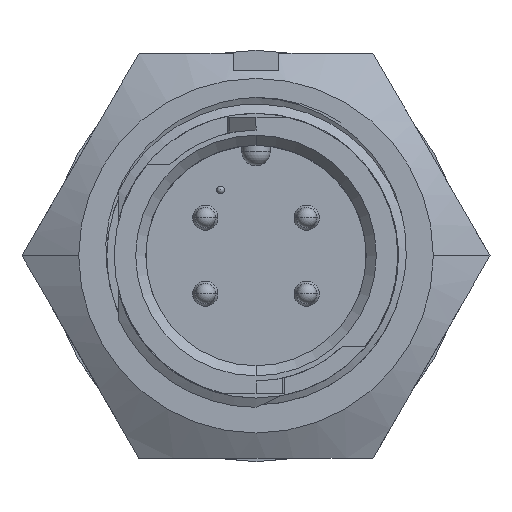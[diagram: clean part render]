
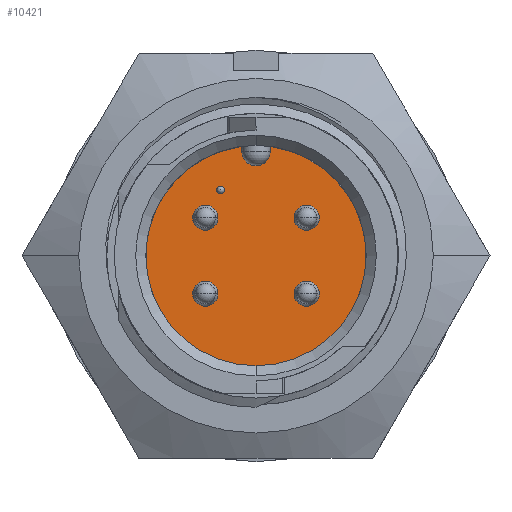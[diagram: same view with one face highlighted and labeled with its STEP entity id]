
A CAD part, top view. The second image highlights one B-rep face of the part: STEP entity #10421.
In plain terms, the highlighted planar face has unit normal (0, 0, 1).
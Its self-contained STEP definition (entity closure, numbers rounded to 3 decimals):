
#75 = EDGE_CURVE ( 'NONE', #1515, #3735, #12771, .T. ) ;
#107 = CARTESIAN_POINT ( 'NONE',  ( -0.711, 5.479, -8.382 ) ) ;
#180 = AXIS2_PLACEMENT_3D ( 'NONE', #7683, #13358, #8591 ) ;
#242 = AXIS2_PLACEMENT_3D ( 'NONE', #11425, #2102, #12488 ) ;
#243 = EDGE_LOOP ( 'NONE', ( #3281, #4268 ) ) ;
#554 = VERTEX_POINT ( 'NONE', #3311 ) ;
#729 = CARTESIAN_POINT ( 'NONE',  ( -1.778, 3.111, -8.382 ) ) ;
#788 = DIRECTION ( 'NONE',  ( 1., 0., 0. ) ) ;
#882 = DIRECTION ( 'NONE',  ( 0., 0., 1. ) ) ;
#1012 = EDGE_LOOP ( 'NONE', ( #8662, #5233, #7870, #14523, #10617 ) ) ;
#1095 = CARTESIAN_POINT ( 'NONE',  ( 1.908, -1.905, -8.382 ) ) ;
#1325 = EDGE_CURVE ( 'NONE', #7566, #554, #5835, .T. ) ;
#1436 = ORIENTED_EDGE ( 'NONE', *, *, #13969, .F. ) ;
#1512 = EDGE_CURVE ( 'NONE', #8399, #4443, #11308, .T. ) ;
#1515 = VERTEX_POINT ( 'NONE', #2347 ) ;
#1740 = DIRECTION ( 'NONE',  ( 0., -1., 0. ) ) ;
#1763 = FACE_BOUND ( 'NONE', #8789, .T. ) ;
#1923 = EDGE_LOOP ( 'NONE', ( #1436, #14819 ) ) ;
#2102 = DIRECTION ( 'NONE',  ( 0., 0., 1. ) ) ;
#2308 = EDGE_CURVE ( 'NONE', #11161, #5566, #3873, .T. ) ;
#2309 = VERTEX_POINT ( 'NONE', #5694 ) ;
#2319 = CARTESIAN_POINT ( 'NONE',  ( -3.172, 1.905, -8.382 ) ) ;
#2347 = CARTESIAN_POINT ( 'NONE',  ( -1.908, 1.905, -8.382 ) ) ;
#2415 = CARTESIAN_POINT ( 'NONE',  ( 0.711, 5.479, -8.382 ) ) ;
#2417 = CARTESIAN_POINT ( 'NONE',  ( 3.172, -1.905, -8.382 ) ) ;
#2586 = DIRECTION ( 'NONE',  ( 0., 0., 1. ) ) ;
#2631 = CIRCLE ( 'NONE', #11031, 0.632 ) ;
#2672 = FACE_BOUND ( 'NONE', #243, .T. ) ;
#2833 = AXIS2_PLACEMENT_3D ( 'NONE', #13643, #6611, #11142 ) ;
#3078 = EDGE_CURVE ( 'NONE', #9955, #11540, #13006, .T. ) ;
#3281 = ORIENTED_EDGE ( 'NONE', *, *, #1512, .F. ) ;
#3311 = CARTESIAN_POINT ( 'NONE',  ( -0.711, 5.22, -8.382 ) ) ;
#3549 = CIRCLE ( 'NONE', #11231, 0.632 ) ;
#3557 = DIRECTION ( 'NONE',  ( 1., 0., 0. ) ) ;
#3735 = VERTEX_POINT ( 'NONE', #2319 ) ;
#3873 = CIRCLE ( 'NONE', #242, 0.191 ) ;
#3875 = FACE_BOUND ( 'NONE', #1923, .T. ) ;
#3950 = PLANE ( 'NONE',  #9358 ) ;
#4035 = CARTESIAN_POINT ( 'NONE',  ( 0.711, 5.22, -8.382 ) ) ;
#4158 = DIRECTION ( 'NONE',  ( 0., 0., 1. ) ) ;
#4268 = ORIENTED_EDGE ( 'NONE', *, *, #7763, .F. ) ;
#4443 = VERTEX_POINT ( 'NONE', #1095 ) ;
#4515 = CIRCLE ( 'NONE', #180, 5.524 ) ;
#4526 = CARTESIAN_POINT ( 'NONE',  ( 2.54, 1.905, -8.382 ) ) ;
#4624 = DIRECTION ( 'NONE',  ( 0., 0., 1. ) ) ;
#4630 = EDGE_CURVE ( 'NONE', #12691, #4679, #5009, .T. ) ;
#4679 = VERTEX_POINT ( 'NONE', #2415 ) ;
#4724 = DIRECTION ( 'NONE',  ( 0., -1., 0. ) ) ;
#4747 = ORIENTED_EDGE ( 'NONE', *, *, #8356, .F. ) ;
#4928 = DIRECTION ( 'NONE',  ( 1., 0., 0. ) ) ;
#5003 = DIRECTION ( 'NONE',  ( 0., 1., 0. ) ) ;
#5009 = CIRCLE ( 'NONE', #11737, 5.524 ) ;
#5229 = EDGE_CURVE ( 'NONE', #7566, #12691, #4515, .T. ) ;
#5233 = ORIENTED_EDGE ( 'NONE', *, *, #5229, .T. ) ;
#5546 = EDGE_CURVE ( 'NONE', #554, #10992, #12959, .T. ) ;
#5566 = VERTEX_POINT ( 'NONE', #729 ) ;
#5694 = CARTESIAN_POINT ( 'NONE',  ( 3.172, 1.905, -8.382 ) ) ;
#5768 = DIRECTION ( 'NONE',  ( 1., 0., 0. ) ) ;
#5835 = LINE ( 'NONE', #107, #13986 ) ;
#6026 = EDGE_CURVE ( 'NONE', #14372, #2309, #2631, .T. ) ;
#6294 = CIRCLE ( 'NONE', #14737, 0.191 ) ;
#6401 = CARTESIAN_POINT ( 'NONE',  ( 0., -5.524, -8.382 ) ) ;
#6441 = AXIS2_PLACEMENT_3D ( 'NONE', #7802, #6657, #11119 ) ;
#6456 = CARTESIAN_POINT ( 'NONE',  ( -0.711, 5.479, -8.382 ) ) ;
#6506 = CARTESIAN_POINT ( 'NONE',  ( -2.54, 1.905, -8.382 ) ) ;
#6611 = DIRECTION ( 'NONE',  ( 0., 0., 1. ) ) ;
#6657 = DIRECTION ( 'NONE',  ( 0., 0., 1. ) ) ;
#7250 = CARTESIAN_POINT ( 'NONE',  ( 0., 0., -8.382 ) ) ;
#7323 = DIRECTION ( 'NONE',  ( 0., 1., 0. ) ) ;
#7452 = AXIS2_PLACEMENT_3D ( 'NONE', #11423, #882, #5768 ) ;
#7532 = CARTESIAN_POINT ( 'NONE',  ( 0., 0., -8.382 ) ) ;
#7566 = VERTEX_POINT ( 'NONE', #6456 ) ;
#7683 = CARTESIAN_POINT ( 'NONE',  ( 0., 0., -8.382 ) ) ;
#7763 = EDGE_CURVE ( 'NONE', #4443, #8399, #13176, .T. ) ;
#7802 = CARTESIAN_POINT ( 'NONE',  ( 0., 5.22, -8.382 ) ) ;
#7866 = EDGE_CURVE ( 'NONE', #10992, #4679, #10878, .T. ) ;
#7870 = ORIENTED_EDGE ( 'NONE', *, *, #4630, .T. ) ;
#7915 = DIRECTION ( 'NONE',  ( 0., 0., 1. ) ) ;
#7989 = CARTESIAN_POINT ( 'NONE',  ( -1.778, 3.302, -8.382 ) ) ;
#8157 = ORIENTED_EDGE ( 'NONE', *, *, #12768, .F. ) ;
#8251 = EDGE_LOOP ( 'NONE', ( #12532, #4747 ) ) ;
#8356 = EDGE_CURVE ( 'NONE', #5566, #11161, #6294, .T. ) ;
#8399 = VERTEX_POINT ( 'NONE', #2417 ) ;
#8452 = AXIS2_PLACEMENT_3D ( 'NONE', #11684, #2586, #3557 ) ;
#8467 = CARTESIAN_POINT ( 'NONE',  ( -1.778, 3.492, -8.382 ) ) ;
#8591 = DIRECTION ( 'NONE',  ( 0., -1., 0. ) ) ;
#8646 = DIRECTION ( 'NONE',  ( 0., 0., 1. ) ) ;
#8662 = ORIENTED_EDGE ( 'NONE', *, *, #1325, .F. ) ;
#8789 = EDGE_LOOP ( 'NONE', ( #9660, #12546 ) ) ;
#9231 = EDGE_CURVE ( 'NONE', #3735, #1515, #13742, .T. ) ;
#9358 = AXIS2_PLACEMENT_3D ( 'NONE', #7250, #13072, #7323 ) ;
#9429 = FACE_BOUND ( 'NONE', #9598, .T. ) ;
#9598 = EDGE_LOOP ( 'NONE', ( #8157, #12689 ) ) ;
#9660 = ORIENTED_EDGE ( 'NONE', *, *, #75, .F. ) ;
#9709 = CARTESIAN_POINT ( 'NONE',  ( -1.908, -1.905, -8.382 ) ) ;
#9955 = VERTEX_POINT ( 'NONE', #10342 ) ;
#10232 = DIRECTION ( 'NONE',  ( 0., 0., 1. ) ) ;
#10342 = CARTESIAN_POINT ( 'NONE',  ( -3.172, -1.905, -8.382 ) ) ;
#10396 = DIRECTION ( 'NONE',  ( 1., 0., 0. ) ) ;
#10421 = ADVANCED_FACE ( 'NONE', ( #14131, #12083, #1763, #3875, #2672, #9429 ), #3950, .F. ) ;
#10589 = AXIS2_PLACEMENT_3D ( 'NONE', #13265, #8646, #12265 ) ;
#10617 = ORIENTED_EDGE ( 'NONE', *, *, #5546, .F. ) ;
#10878 = LINE ( 'NONE', #4035, #12924 ) ;
#10992 = VERTEX_POINT ( 'NONE', #12762 ) ;
#11031 = AXIS2_PLACEMENT_3D ( 'NONE', #4526, #7915, #10396 ) ;
#11109 = DIRECTION ( 'NONE',  ( 0., 0., 1. ) ) ;
#11119 = DIRECTION ( 'NONE',  ( 1., 0., 0. ) ) ;
#11142 = DIRECTION ( 'NONE',  ( 1., 0., 0. ) ) ;
#11161 = VERTEX_POINT ( 'NONE', #8467 ) ;
#11231 = AXIS2_PLACEMENT_3D ( 'NONE', #13752, #4624, #13535 ) ;
#11308 = CIRCLE ( 'NONE', #8452, 0.632 ) ;
#11423 = CARTESIAN_POINT ( 'NONE',  ( -2.54, -1.905, -8.382 ) ) ;
#11425 = CARTESIAN_POINT ( 'NONE',  ( -1.778, 3.302, -8.382 ) ) ;
#11540 = VERTEX_POINT ( 'NONE', #9709 ) ;
#11684 = CARTESIAN_POINT ( 'NONE',  ( 2.54, -1.905, -8.382 ) ) ;
#11700 = CARTESIAN_POINT ( 'NONE',  ( 2.54, -1.905, -8.382 ) ) ;
#11703 = AXIS2_PLACEMENT_3D ( 'NONE', #11700, #13830, #4928 ) ;
#11737 = AXIS2_PLACEMENT_3D ( 'NONE', #7532, #4158, #1740 ) ;
#11993 = CIRCLE ( 'NONE', #2833, 0.632 ) ;
#12083 = FACE_BOUND ( 'NONE', #8251, .T. ) ;
#12265 = DIRECTION ( 'NONE',  ( 1., 0., 0. ) ) ;
#12488 = DIRECTION ( 'NONE',  ( 0., 1., 0. ) ) ;
#12532 = ORIENTED_EDGE ( 'NONE', *, *, #2308, .F. ) ;
#12546 = ORIENTED_EDGE ( 'NONE', *, *, #9231, .F. ) ;
#12590 = DIRECTION ( 'NONE',  ( 0., 1., 0. ) ) ;
#12689 = ORIENTED_EDGE ( 'NONE', *, *, #6026, .F. ) ;
#12691 = VERTEX_POINT ( 'NONE', #6401 ) ;
#12762 = CARTESIAN_POINT ( 'NONE',  ( 0.711, 5.22, -8.382 ) ) ;
#12768 = EDGE_CURVE ( 'NONE', #2309, #14372, #11993, .T. ) ;
#12771 = CIRCLE ( 'NONE', #10589, 0.632 ) ;
#12924 = VECTOR ( 'NONE', #5003, 1000. ) ;
#12959 = CIRCLE ( 'NONE', #6441, 0.711 ) ;
#13006 = CIRCLE ( 'NONE', #7452, 0.632 ) ;
#13072 = DIRECTION ( 'NONE',  ( 0., 0., -1. ) ) ;
#13149 = CARTESIAN_POINT ( 'NONE',  ( 1.908, 1.905, -8.382 ) ) ;
#13176 = CIRCLE ( 'NONE', #11703, 0.632 ) ;
#13265 = CARTESIAN_POINT ( 'NONE',  ( -2.54, 1.905, -8.382 ) ) ;
#13358 = DIRECTION ( 'NONE',  ( 0., 0., 1. ) ) ;
#13513 = AXIS2_PLACEMENT_3D ( 'NONE', #6506, #11109, #788 ) ;
#13535 = DIRECTION ( 'NONE',  ( 1., 0., 0. ) ) ;
#13643 = CARTESIAN_POINT ( 'NONE',  ( 2.54, 1.905, -8.382 ) ) ;
#13742 = CIRCLE ( 'NONE', #13513, 0.632 ) ;
#13752 = CARTESIAN_POINT ( 'NONE',  ( -2.54, -1.905, -8.382 ) ) ;
#13830 = DIRECTION ( 'NONE',  ( 0., 0., 1. ) ) ;
#13969 = EDGE_CURVE ( 'NONE', #11540, #9955, #3549, .T. ) ;
#13986 = VECTOR ( 'NONE', #4724, 1000. ) ;
#14131 = FACE_OUTER_BOUND ( 'NONE', #1012, .T. ) ;
#14372 = VERTEX_POINT ( 'NONE', #13149 ) ;
#14523 = ORIENTED_EDGE ( 'NONE', *, *, #7866, .F. ) ;
#14737 = AXIS2_PLACEMENT_3D ( 'NONE', #7989, #10232, #12590 ) ;
#14819 = ORIENTED_EDGE ( 'NONE', *, *, #3078, .F. ) ;
